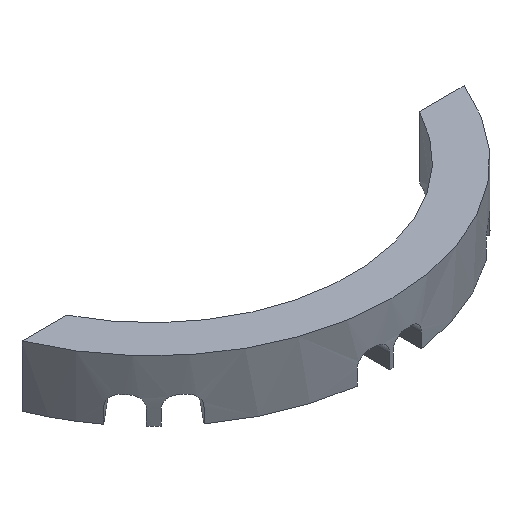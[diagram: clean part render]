
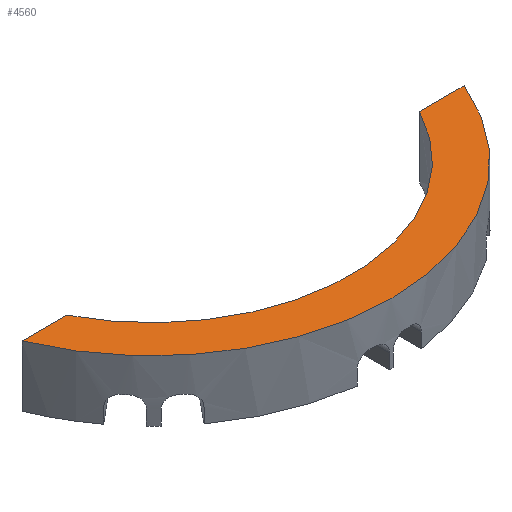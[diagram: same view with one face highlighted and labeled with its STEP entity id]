
A CAD part, isometric view. The second image highlights one B-rep face of the part: STEP entity #4560.
In plain terms, the highlighted planar face has unit normal (0, 0, 1).
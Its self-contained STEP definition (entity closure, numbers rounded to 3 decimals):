
#52 = CYLINDRICAL_SURFACE('',#53,41.402);
#53 = AXIS2_PLACEMENT_3D('',#54,#55,#56);
#54 = CARTESIAN_POINT('',(-0.091,-7.651,0.));
#55 = DIRECTION('',(-0.,-0.,-1.));
#56 = DIRECTION('',(1.,0.,0.));
#174 = VERTEX_POINT('',#175);
#175 = CARTESIAN_POINT('',(-36.866,-26.67,12.7));
#189 = PLANE('',#190);
#190 = AXIS2_PLACEMENT_3D('',#191,#192,#193);
#191 = CARTESIAN_POINT('',(52.819,-26.67,12.7));
#192 = DIRECTION('',(0.,1.,0.));
#193 = DIRECTION('',(-1.,0.,0.));
#201 = EDGE_CURVE('',#174,#202,#204,.T.);
#202 = VERTEX_POINT('',#203);
#203 = CARTESIAN_POINT('',(36.684,-26.67,12.7));
#204 = SURFACE_CURVE('',#205,(#210,#217),.PCURVE_S1.);
#205 = CIRCLE('',#206,41.402);
#206 = AXIS2_PLACEMENT_3D('',#207,#208,#209);
#207 = CARTESIAN_POINT('',(-0.091,-7.651,12.7));
#208 = DIRECTION('',(0.,0.,1.));
#209 = DIRECTION('',(1.,0.,0.));
#210 = PCURVE('',#52,#211);
#211 = DEFINITIONAL_REPRESENTATION('',(#212),#216);
#212 = LINE('',#213,#214);
#213 = CARTESIAN_POINT('',(-0.,-12.7));
#214 = VECTOR('',#215,1.);
#215 = DIRECTION('',(-1.,0.));
#216 = ( GEOMETRIC_REPRESENTATION_CONTEXT(2) 
PARAMETRIC_REPRESENTATION_CONTEXT() REPRESENTATION_CONTEXT('2D SPACE',''
  ) );
#217 = PCURVE('',#218,#223);
#218 = PLANE('',#219);
#219 = AXIS2_PLACEMENT_3D('',#220,#221,#222);
#220 = CARTESIAN_POINT('',(-0.091,-40.626,12.7));
#221 = DIRECTION('',(0.,0.,1.));
#222 = DIRECTION('',(1.,0.,0.));
#223 = DEFINITIONAL_REPRESENTATION('',(#224),#228);
#224 = CIRCLE('',#225,41.402);
#225 = AXIS2_PLACEMENT_2D('',#226,#227);
#226 = CARTESIAN_POINT('',(0.,32.975));
#227 = DIRECTION('',(1.,0.));
#228 = ( GEOMETRIC_REPRESENTATION_CONTEXT(2) 
PARAMETRIC_REPRESENTATION_CONTEXT() REPRESENTATION_CONTEXT('2D SPACE',''
  ) );
#246 = PLANE('',#247);
#247 = AXIS2_PLACEMENT_3D('',#248,#249,#250);
#248 = CARTESIAN_POINT('',(52.819,-26.67,12.7));
#249 = DIRECTION('',(0.,1.,0.));
#250 = DIRECTION('',(-1.,0.,0.));
#2039 = CYLINDRICAL_SURFACE('',#2040,49.882);
#2040 = AXIS2_PLACEMENT_3D('',#2041,#2042,#2043);
#2041 = CARTESIAN_POINT('',(-0.091,-7.651,0.));
#2042 = DIRECTION('',(-0.,-0.,-1.));
#2043 = DIRECTION('',(1.,0.,0.));
#4515 = EDGE_CURVE('',#4516,#202,#4518,.T.);
#4516 = VERTEX_POINT('',#4517);
#4517 = CARTESIAN_POINT('',(46.022,-26.67,12.7));
#4518 = SURFACE_CURVE('',#4519,(#4523,#4530),.PCURVE_S1.);
#4519 = LINE('',#4520,#4521);
#4520 = CARTESIAN_POINT('',(52.819,-26.67,12.7));
#4521 = VECTOR('',#4522,1.);
#4522 = DIRECTION('',(-1.,0.,0.));
#4523 = PCURVE('',#246,#4524);
#4524 = DEFINITIONAL_REPRESENTATION('',(#4525),#4529);
#4525 = LINE('',#4526,#4527);
#4526 = CARTESIAN_POINT('',(0.,0.));
#4527 = VECTOR('',#4528,1.);
#4528 = DIRECTION('',(1.,0.));
#4529 = ( GEOMETRIC_REPRESENTATION_CONTEXT(2) 
PARAMETRIC_REPRESENTATION_CONTEXT() REPRESENTATION_CONTEXT('2D SPACE',''
  ) );
#4530 = PCURVE('',#218,#4531);
#4531 = DEFINITIONAL_REPRESENTATION('',(#4532),#4536);
#4532 = LINE('',#4533,#4534);
#4533 = CARTESIAN_POINT('',(52.91,13.956));
#4534 = VECTOR('',#4535,1.);
#4535 = DIRECTION('',(-1.,0.));
#4536 = ( GEOMETRIC_REPRESENTATION_CONTEXT(2) 
PARAMETRIC_REPRESENTATION_CONTEXT() REPRESENTATION_CONTEXT('2D SPACE',''
  ) );
#4560 = ADVANCED_FACE('',(#4561),#218,.T.);
#4561 = FACE_BOUND('',#4562,.T.);
#4562 = EDGE_LOOP('',(#4563,#4564,#4587,#4609));
#4563 = ORIENTED_EDGE('',*,*,#201,.F.);
#4564 = ORIENTED_EDGE('',*,*,#4565,.T.);
#4565 = EDGE_CURVE('',#174,#4566,#4568,.T.);
#4566 = VERTEX_POINT('',#4567);
#4567 = CARTESIAN_POINT('',(-46.205,-26.67,12.7));
#4568 = SURFACE_CURVE('',#4569,(#4573,#4580),.PCURVE_S1.);
#4569 = LINE('',#4570,#4571);
#4570 = CARTESIAN_POINT('',(52.819,-26.67,12.7));
#4571 = VECTOR('',#4572,1.);
#4572 = DIRECTION('',(-1.,0.,0.));
#4573 = PCURVE('',#218,#4574);
#4574 = DEFINITIONAL_REPRESENTATION('',(#4575),#4579);
#4575 = LINE('',#4576,#4577);
#4576 = CARTESIAN_POINT('',(52.91,13.956));
#4577 = VECTOR('',#4578,1.);
#4578 = DIRECTION('',(-1.,0.));
#4579 = ( GEOMETRIC_REPRESENTATION_CONTEXT(2) 
PARAMETRIC_REPRESENTATION_CONTEXT() REPRESENTATION_CONTEXT('2D SPACE',''
  ) );
#4580 = PCURVE('',#189,#4581);
#4581 = DEFINITIONAL_REPRESENTATION('',(#4582),#4586);
#4582 = LINE('',#4583,#4584);
#4583 = CARTESIAN_POINT('',(0.,0.));
#4584 = VECTOR('',#4585,1.);
#4585 = DIRECTION('',(1.,0.));
#4586 = ( GEOMETRIC_REPRESENTATION_CONTEXT(2) 
PARAMETRIC_REPRESENTATION_CONTEXT() REPRESENTATION_CONTEXT('2D SPACE',''
  ) );
#4587 = ORIENTED_EDGE('',*,*,#4588,.T.);
#4588 = EDGE_CURVE('',#4566,#4516,#4589,.T.);
#4589 = SURFACE_CURVE('',#4590,(#4595,#4602),.PCURVE_S1.);
#4590 = CIRCLE('',#4591,49.882);
#4591 = AXIS2_PLACEMENT_3D('',#4592,#4593,#4594);
#4592 = CARTESIAN_POINT('',(-0.091,-7.651,12.7));
#4593 = DIRECTION('',(0.,0.,1.));
#4594 = DIRECTION('',(1.,0.,0.));
#4595 = PCURVE('',#218,#4596);
#4596 = DEFINITIONAL_REPRESENTATION('',(#4597),#4601);
#4597 = CIRCLE('',#4598,49.882);
#4598 = AXIS2_PLACEMENT_2D('',#4599,#4600);
#4599 = CARTESIAN_POINT('',(0.,32.975));
#4600 = DIRECTION('',(1.,0.));
#4601 = ( GEOMETRIC_REPRESENTATION_CONTEXT(2) 
PARAMETRIC_REPRESENTATION_CONTEXT() REPRESENTATION_CONTEXT('2D SPACE',''
  ) );
#4602 = PCURVE('',#2039,#4603);
#4603 = DEFINITIONAL_REPRESENTATION('',(#4604),#4608);
#4604 = LINE('',#4605,#4606);
#4605 = CARTESIAN_POINT('',(-0.,-12.7));
#4606 = VECTOR('',#4607,1.);
#4607 = DIRECTION('',(-1.,0.));
#4608 = ( GEOMETRIC_REPRESENTATION_CONTEXT(2) 
PARAMETRIC_REPRESENTATION_CONTEXT() REPRESENTATION_CONTEXT('2D SPACE',''
  ) );
#4609 = ORIENTED_EDGE('',*,*,#4515,.T.);
